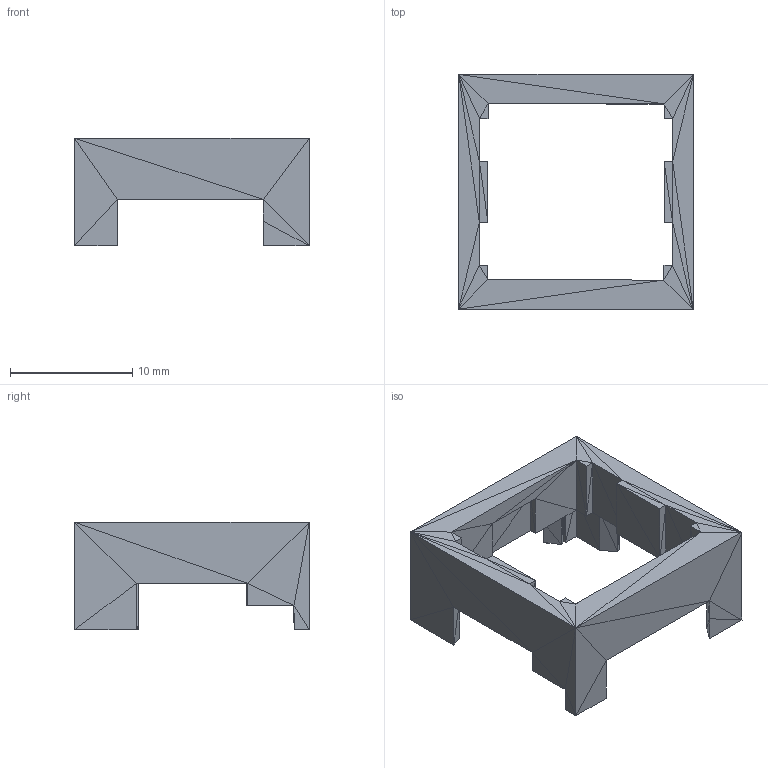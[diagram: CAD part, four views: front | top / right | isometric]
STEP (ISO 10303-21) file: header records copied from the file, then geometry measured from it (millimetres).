
FILE_DESCRIPTION(/* description */ (''),/* implementation_level */ '2;1');
FILE_NAME(/* name */ 'amoeba_key_hole_fs.step',/* time_stamp */ '2022-07-28T15:53:28-04:00',/* author */ (''),/* organization */ (''),/* preprocessor_version */ 'ST-DEVELOPER v19',/* originating_system */ 'Autodesk Translation Framework v11.7.0.108',/* authorisation */ '');
FILE_SCHEMA (('AUTOMOTIVE_DESIGN { 1 0 10303 214 3 1 1 }'));
Length unit declared in the file: metre
Products named in the file (1): (Unsaved)
Bounding box: 19.22 x 19.22 x 8.8 mm (x, y, z)
Volume: 846.9 mm3; surface area: 1235.6 mm2
Topology: 1 solids, 1 shells, 276 faces, 414 edges, 138 vertices
Faces by surface type: plane 276
Entity records: 5423 total; most frequent: DIRECTION 968, CARTESIAN_POINT 829, ORIENTED_EDGE 828, LINE 414, VECTOR 414, EDGE_CURVE 414, AXIS2_PLACEMENT_3D 277, FACE_OUTER_BOUND 276
